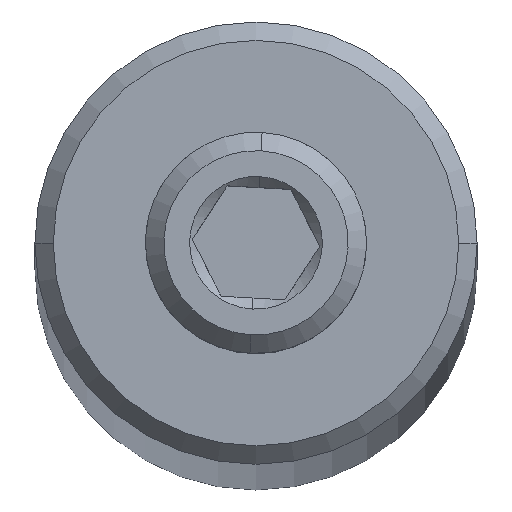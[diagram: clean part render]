
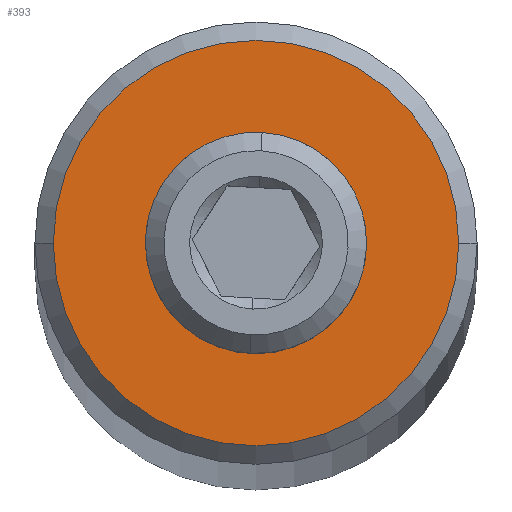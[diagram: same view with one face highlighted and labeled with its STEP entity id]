
A CAD part, top view. The second image highlights one B-rep face of the part: STEP entity #393.
In plain terms, the highlighted planar face has unit normal (0, 0, 1).
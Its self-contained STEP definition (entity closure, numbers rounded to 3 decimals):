
#6 = CIRCLE ( 'NONE', #484, 1.5 ) ;
#58 = EDGE_LOOP ( 'NONE', ( #1219, #1244 ) ) ;
#152 = CARTESIAN_POINT ( 'NONE',  ( 0., 0., 100. ) ) ;
#208 = AXIS2_PLACEMENT_3D ( 'NONE', #485, #1626, #1103 ) ;
#322 = EDGE_CURVE ( 'NONE', #1471, #722, #603, .T. ) ;
#349 = CARTESIAN_POINT ( 'NONE',  ( 0., 0., 100. ) ) ;
#375 = PLANE ( 'NONE',  #208 ) ;
#383 = DIRECTION ( 'NONE',  ( 1., 0., 0. ) ) ;
#393 = ADVANCED_FACE ( 'NONE', ( #1433, #1343 ), #375, .T. ) ;
#434 = EDGE_CURVE ( 'NONE', #462, #1439, #6, .T. ) ;
#450 = AXIS2_PLACEMENT_3D ( 'NONE', #1143, #1391, #383 ) ;
#462 = VERTEX_POINT ( 'NONE', #1426 ) ;
#484 = AXIS2_PLACEMENT_3D ( 'NONE', #152, #903, #1181 ) ;
#485 = CARTESIAN_POINT ( 'NONE',  ( 0., 0., 100. ) ) ;
#581 = AXIS2_PLACEMENT_3D ( 'NONE', #349, #696, #1374 ) ;
#603 = CIRCLE ( 'NONE', #581, 2.75 ) ;
#696 = DIRECTION ( 'NONE',  ( 0., 0., 1. ) ) ;
#708 = CIRCLE ( 'NONE', #1146, 2.75 ) ;
#722 = VERTEX_POINT ( 'NONE', #1134 ) ;
#903 = DIRECTION ( 'NONE',  ( 0., 0., 1. ) ) ;
#984 = CARTESIAN_POINT ( 'NONE',  ( 0., 0., 100. ) ) ;
#1103 = DIRECTION ( 'NONE',  ( 1., 0., 0. ) ) ;
#1134 = CARTESIAN_POINT ( 'NONE',  ( 2.75, 0., 100. ) ) ;
#1143 = CARTESIAN_POINT ( 'NONE',  ( 0., 0., 100. ) ) ;
#1146 = AXIS2_PLACEMENT_3D ( 'NONE', #984, #1379, #1518 ) ;
#1181 = DIRECTION ( 'NONE',  ( 1., 0., 0. ) ) ;
#1219 = ORIENTED_EDGE ( 'NONE', *, *, #434, .F. ) ;
#1244 = ORIENTED_EDGE ( 'NONE', *, *, #1411, .F. ) ;
#1272 = CIRCLE ( 'NONE', #450, 1.5 ) ;
#1343 = FACE_BOUND ( 'NONE', #58, .T. ) ;
#1345 = ORIENTED_EDGE ( 'NONE', *, *, #322, .T. ) ;
#1374 = DIRECTION ( 'NONE',  ( 1., 0., 0. ) ) ;
#1379 = DIRECTION ( 'NONE',  ( 0., 0., 1. ) ) ;
#1391 = DIRECTION ( 'NONE',  ( 0., 0., 1. ) ) ;
#1411 = EDGE_CURVE ( 'NONE', #1439, #462, #1272, .T. ) ;
#1420 = EDGE_CURVE ( 'NONE', #722, #1471, #708, .T. ) ;
#1426 = CARTESIAN_POINT ( 'NONE',  ( 1.5, 0., 100. ) ) ;
#1433 = FACE_OUTER_BOUND ( 'NONE', #1628, .T. ) ;
#1439 = VERTEX_POINT ( 'NONE', #1464 ) ;
#1464 = CARTESIAN_POINT ( 'NONE',  ( -1.5, 0., 100. ) ) ;
#1471 = VERTEX_POINT ( 'NONE', #1624 ) ;
#1518 = DIRECTION ( 'NONE',  ( 1., 0., 0. ) ) ;
#1624 = CARTESIAN_POINT ( 'NONE',  ( -2.75, 0., 100. ) ) ;
#1626 = DIRECTION ( 'NONE',  ( 0., 0., 1. ) ) ;
#1627 = ORIENTED_EDGE ( 'NONE', *, *, #1420, .T. ) ;
#1628 = EDGE_LOOP ( 'NONE', ( #1345, #1627 ) ) ;
